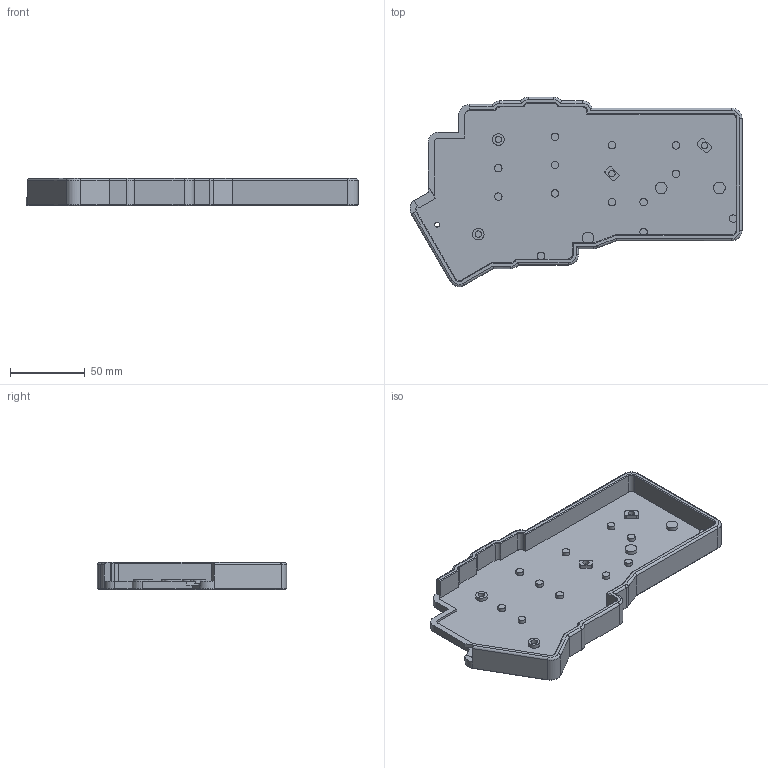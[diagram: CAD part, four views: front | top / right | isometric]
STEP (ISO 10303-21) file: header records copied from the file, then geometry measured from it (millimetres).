
FILE_DESCRIPTION(/* description */ (''),/* implementation_level */ '2;1');
FILE_NAME(/* name */ 'Breeze RH R6.step',/* time_stamp */ '2023-09-16T23:29:19-04:00',/* author */ (''),/* organization */ (''),/* preprocessor_version */ 'ST-DEVELOPER v20',/* originating_system */ 'Autodesk Translation Framework v12.9.0.99',/* authorisation */ '');
FILE_SCHEMA (('AUTOMOTIVE_DESIGN { 1 0 10303 214 3 1 1 }'));
Length unit declared in the file: millimetre
Products named in the file (1): BreezeR1MXRightCaseR6 - 4.5mm width heatset
Bounding box: 222.55 x 126.85 x 18.1 mm (x, y, z)
Volume: 114982.9 mm3; surface area: 60242.7 mm2
Topology: 1 solids, 1 shells, 220 faces, 512 edges, 314 vertices
Faces by surface type: plane 113, cylinder 74, cone 23, torus 10
Full cylindrical faces by diameter (mm): 3.3 x1, 4.3 x4, 5 x10, 7.8 x4
Entity records: 6298 total; most frequent: CARTESIAN_POINT 1139, DIRECTION 1114, ORIENTED_EDGE 1024, EDGE_CURVE 512, AXIS2_PLACEMENT_3D 395, LINE 324, VECTOR 324, VERTEX_POINT 314
